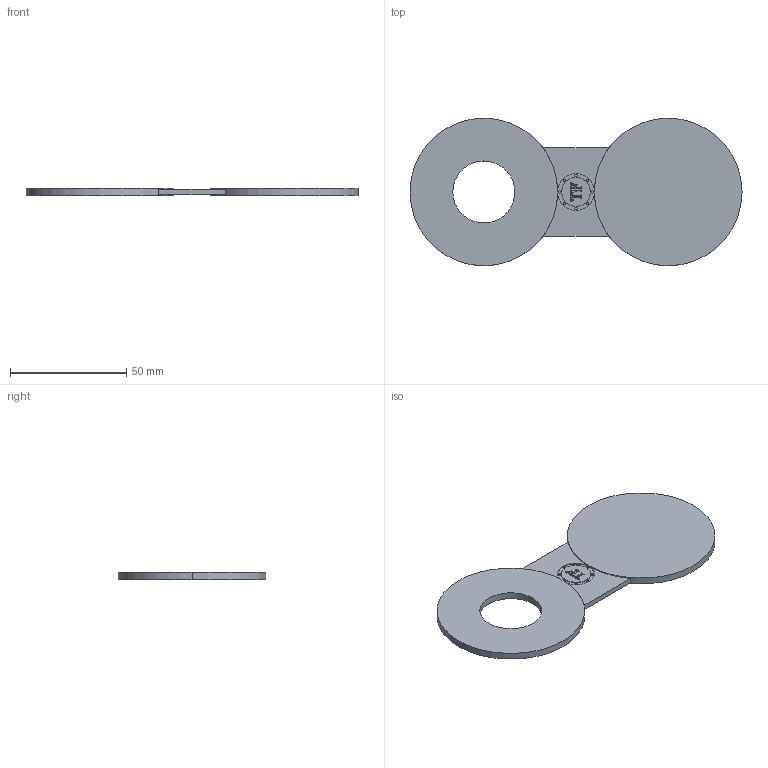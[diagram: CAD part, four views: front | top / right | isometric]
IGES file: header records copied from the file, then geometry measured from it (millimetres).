
Start section: START RECORD GO HERE.
Global section: file name: 1-150-SPEC-BLIND-RF-B16.48-TYPE-3.igs; native system: DASSAULT SYSTEMES CATIA V5 R20 - www.3ds.com; preprocessor: CATIA Version 5 Release 20 SP 7 ; author: sroemish; organization: JANICKI; date: 20150209.205558; units: inch
Bounding box: 142.75 x 63.5 x 3.05 mm (x, y, z)
Volume: 19296 mm3; surface area: 14549.9 mm2
Topology: 1 solids, 1 shells, 402 faces, 1148 edges, 764 vertices
Faces by surface type: plane 376, revolution 26
